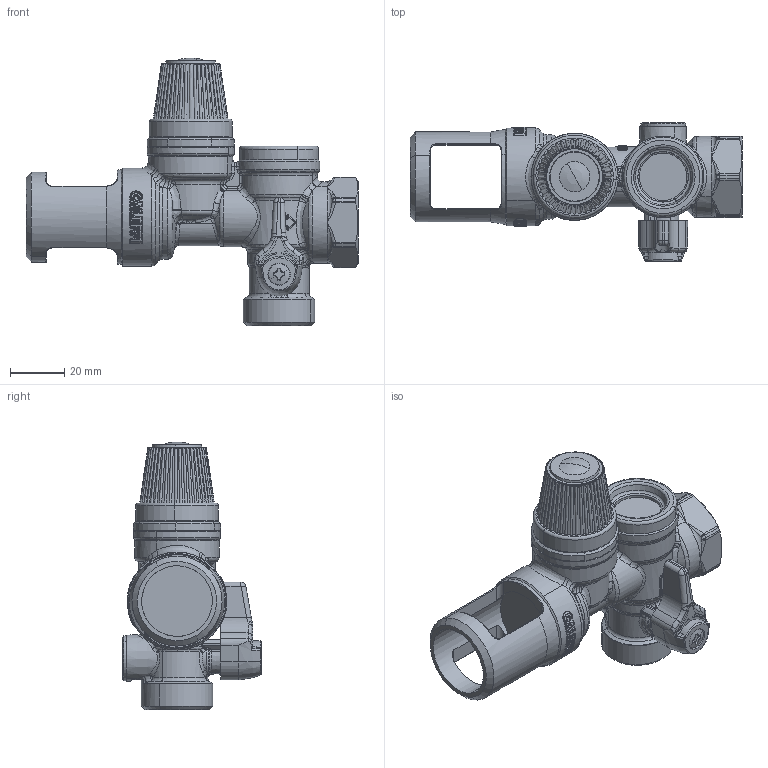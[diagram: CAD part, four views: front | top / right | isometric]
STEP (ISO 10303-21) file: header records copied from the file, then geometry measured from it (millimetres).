
FILE_DESCRIPTION(('CATIA V5 STEP Exchange','CAx-IF Rec.Pracs.--- Model Styling and Organization---1.4--- 2014-01-23','CAx-IF Rec.Pracs.---3D Tessellated Data Validation Properties---0.5---2014-09-14'),'2;1');
FILE_NAME('STEP_526140_-_TST.stp','2021-03-05T16:21:21+00:00',('none'),('none'),'CATIA Version 5-6 Release 2019 SP3','CATIA V5 STEP AP242 v1','none');
FILE_SCHEMA(('AP242_MANAGED_MODEL_BASED_3D_ENGINEERING_MIM_LF {1 0 10303 442 1 1 4}'));
Products named in the file (1): 526140 - TST
Bounding box: 122 x 51.02 x 98.41 mm (x, y, z)
Surface area: 25376.5 mm2 (no closed solid volume)
Topology: 0 solids, 1 shells, 2062 faces, 4991 edges, 2728 vertices
Faces by surface type: bspline 1100, cylinder 293, sphere 188, plane 155, torus 155, cone 115, extrusion 55, revolution 1
Entity records: 120674 total; most frequent: CARTESIAN_POINT 83894, ORIENTED_EDGE 9522, EDGE_CURVE 4761, B_SPLINE_CURVE_WITH_KNOTS 3300, DIRECTION 2829, VERTEX_POINT 2726, EDGE_LOOP 2089, ADVANCED_FACE 2061
